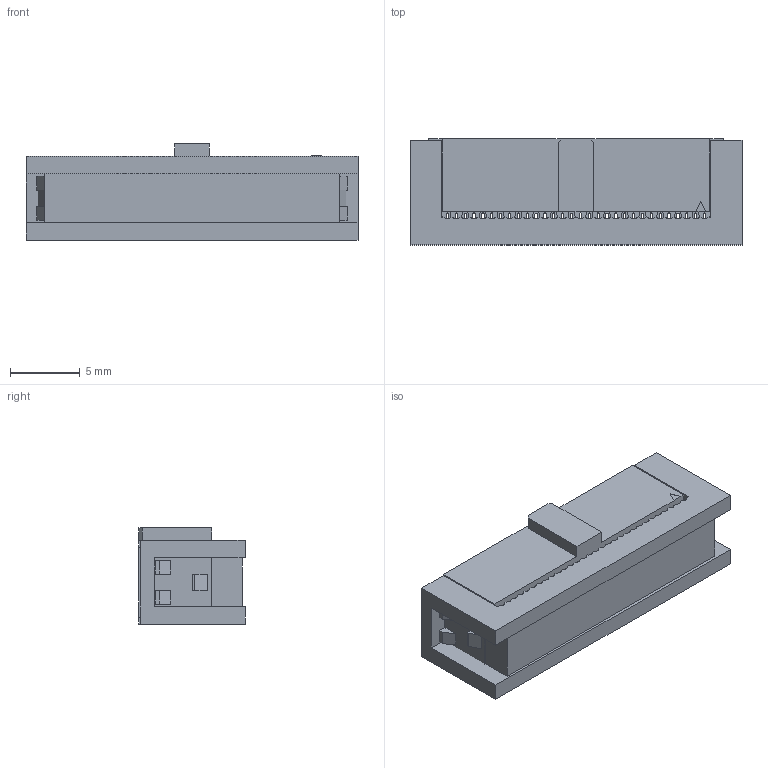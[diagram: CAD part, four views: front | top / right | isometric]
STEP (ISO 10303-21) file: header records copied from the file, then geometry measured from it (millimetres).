
FILE_DESCRIPTION( ('This file contains a STEP AP42 implementation' ,'as created by ZW3D STEP Interface translator.') ,'2;1' );
FILE_NAME( '5242-30YPXXBW01.stp' ,'231214. 853 7', (''), ('ZWCAD Software Co.'), 'Version 1.0', 'ZW3D to STEP translator', '' );
FILE_SCHEMA(('AUTOMOTIVE_DESIGN { 1 0 10303 214 1 1 1 1 }'));
Length unit declared in the file: millimetre
Products named in the file (2): 0; 5242-30YPXXBW01
Bounding box: 23.78 x 7.6 x 6.9 mm (x, y, z)
Volume: 928.7 mm3; surface area: 1541.9 mm2
Topology: 2 solids, 2 shells, 1312 faces, 3801 edges, 2521 vertices
Faces by surface type: plane 939, cylinder 223, bspline 150
Entity records: 46465 total; most frequent: CARTESIAN_POINT 11491, ORIENTED_EDGE 7634, DIRECTION 6247, EDGE_CURVE 3800, VECTOR 3017, LINE 3017, VERTEX_POINT 2522, AXIS2_PLACEMENT_3D 1615
